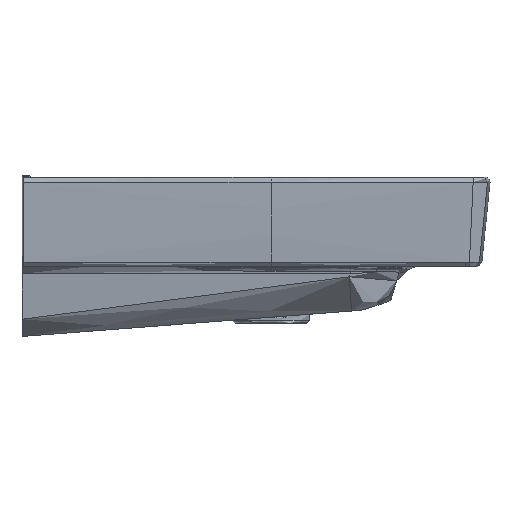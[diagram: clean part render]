
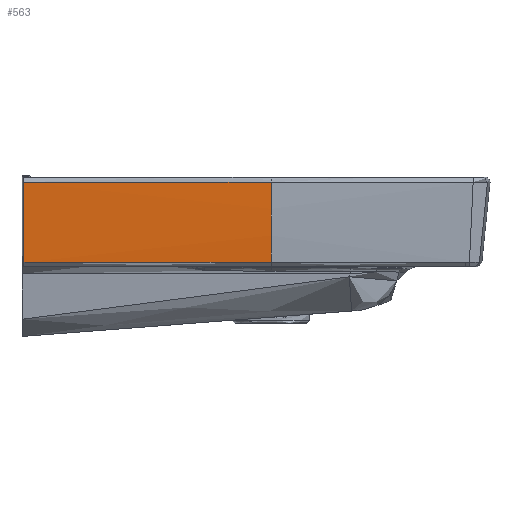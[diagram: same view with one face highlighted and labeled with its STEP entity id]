
A CAD part, left-side view. The second image highlights one B-rep face of the part: STEP entity #563.
In plain terms, the highlighted face is a revolution surface.
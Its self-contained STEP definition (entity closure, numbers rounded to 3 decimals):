
#44=SURFACE_OF_REVOLUTION('',#310,#48);
#48=AXIS1_PLACEMENT('',#15701,#4093);
#226=(
BOUNDED_CURVE()
B_SPLINE_CURVE(3,(#14423,#14424,#14425,#14426),.UNSPECIFIED.,.F.,.F.)
B_SPLINE_CURVE_WITH_KNOTS((4,4),(0.,1.),.UNSPECIFIED.)
CURVE()
GEOMETRIC_REPRESENTATION_ITEM()
RATIONAL_B_SPLINE_CURVE((1.,1.,1.,1.))
REPRESENTATION_ITEM('')
);
#227=(
BOUNDED_CURVE()
B_SPLINE_CURVE(3,(#14428,#14429,#14430,#14431),.UNSPECIFIED.,.F.,.F.)
B_SPLINE_CURVE_WITH_KNOTS((4,4),(0.,1.),.UNSPECIFIED.)
CURVE()
GEOMETRIC_REPRESENTATION_ITEM()
RATIONAL_B_SPLINE_CURVE((1.,1.,1.,1.))
REPRESENTATION_ITEM('')
);
#228=(
BOUNDED_CURVE()
B_SPLINE_CURVE(3,(#14433,#14434,#14435,#14436),.UNSPECIFIED.,.F.,.F.)
B_SPLINE_CURVE_WITH_KNOTS((4,4),(0.,1.),.UNSPECIFIED.)
CURVE()
GEOMETRIC_REPRESENTATION_ITEM()
RATIONAL_B_SPLINE_CURVE((1.,1.,1.,1.))
REPRESENTATION_ITEM('')
);
#237=(
BOUNDED_CURVE()
B_SPLINE_CURVE(3,(#15694,#15695,#15696,#15697),.UNSPECIFIED.,.F.,.F.)
B_SPLINE_CURVE_WITH_KNOTS((4,4),(0.,1.),.UNSPECIFIED.)
CURVE()
GEOMETRIC_REPRESENTATION_ITEM()
RATIONAL_B_SPLINE_CURVE((1.,1.,1.,1.))
REPRESENTATION_ITEM('')
);
#309=CIRCLE('',#3876,1020.75);
#310=CIRCLE('',#3877,1020.75);
#563=ADVANCED_FACE('',(#874),#44,.T.);
#874=FACE_OUTER_BOUND('',#1106,.T.);
#1106=EDGE_LOOP('',(#1920,#1921,#1922,#1923,#1924,#1925));
#1920=ORIENTED_EDGE('',*,*,#3153,.F.);
#1921=ORIENTED_EDGE('',*,*,#3149,.T.);
#1922=ORIENTED_EDGE('',*,*,#3123,.T.);
#1923=ORIENTED_EDGE('',*,*,#3122,.T.);
#1924=ORIENTED_EDGE('',*,*,#3121,.T.);
#1925=ORIENTED_EDGE('',*,*,#3154,.F.);
#2622=VERTEX_POINT('',#14418);
#2623=VERTEX_POINT('',#14422);
#2624=VERTEX_POINT('',#14427);
#2625=VERTEX_POINT('',#14432);
#2640=VERTEX_POINT('',#15673);
#2643=VERTEX_POINT('',#15698);
#3121=EDGE_CURVE('',#2624,#2623,#226,.T.);
#3122=EDGE_CURVE('',#2625,#2624,#227,.T.);
#3123=EDGE_CURVE('',#2622,#2625,#228,.T.);
#3149=EDGE_CURVE('',#2640,#2622,#3633,.T.);
#3153=EDGE_CURVE('',#2640,#2643,#237,.T.);
#3154=EDGE_CURVE('',#2643,#2623,#309,.T.);
#3633=B_SPLINE_CURVE_WITH_KNOTS('',3,(#15669,#15670,#15671,#15672),
 .UNSPECIFIED.,.F.,.F.,(4,4),(0.,1.),.UNSPECIFIED.);
#3876=AXIS2_PLACEMENT_3D('',#15699,#4089,#4090);
#3877=AXIS2_PLACEMENT_3D('',#15700,#4091,#4092);
#4089=DIRECTION('',(0.,-1.,0.));
#4090=DIRECTION('',(1.,0.,0.));
#4091=DIRECTION('',(0.,-1.,0.));
#4092=DIRECTION('',(1.,0.,0.));
#4093=DIRECTION('',(0.,0.,-1.));
#14418=CARTESIAN_POINT('',(-318.545,-1.349,-85.475));
#14422=CARTESIAN_POINT('',(-320.513,-250.,-85.475));
#14423=CARTESIAN_POINT('',(-318.602,-4.7,-85.475));
#14424=CARTESIAN_POINT('',(-319.976,-86.459,-85.475));
#14425=CARTESIAN_POINT('',(-320.613,-168.229,-85.475));
#14426=CARTESIAN_POINT('',(-320.513,-250.,-85.475));
#14427=CARTESIAN_POINT('',(-318.602,-4.7,-85.475));
#14428=CARTESIAN_POINT('',(-318.554,-1.835,-85.475));
#14429=CARTESIAN_POINT('',(-318.57,-2.79,-85.475));
#14430=CARTESIAN_POINT('',(-318.586,-3.745,-85.475));
#14431=CARTESIAN_POINT('',(-318.602,-4.7,-85.475));
#14432=CARTESIAN_POINT('',(-318.554,-1.835,-85.475));
#14433=CARTESIAN_POINT('',(-318.545,-1.349,-85.475));
#14434=CARTESIAN_POINT('',(-318.548,-1.511,-85.475));
#14435=CARTESIAN_POINT('',(-318.551,-1.673,-85.475));
#14436=CARTESIAN_POINT('',(-318.554,-1.835,-85.475));
#15669=CARTESIAN_POINT('',(-323.036,-1.5,-5.082));
#15670=CARTESIAN_POINT('',(-322.598,-1.485,-31.939));
#15671=CARTESIAN_POINT('',(-321.101,-1.435,-58.737));
#15672=CARTESIAN_POINT('',(-318.545,-1.349,-85.475));
#15673=CARTESIAN_POINT('',(-323.036,-1.5,-5.082));
#15694=CARTESIAN_POINT('',(-323.036,-1.5,-5.082));
#15695=CARTESIAN_POINT('',(-324.447,-84.327,-5.082));
#15696=CARTESIAN_POINT('',(-325.102,-167.161,-5.082));
#15697=CARTESIAN_POINT('',(-325.,-250.,-5.082));
#15698=CARTESIAN_POINT('',(-325.,-250.,-5.082));
#15699=CARTESIAN_POINT('',(695.614,-250.,11.566));
#15700=CARTESIAN_POINT('',(695.614,-250.,11.566));
#15701=CARTESIAN_POINT('',(13277.31,-233.25,0.));
